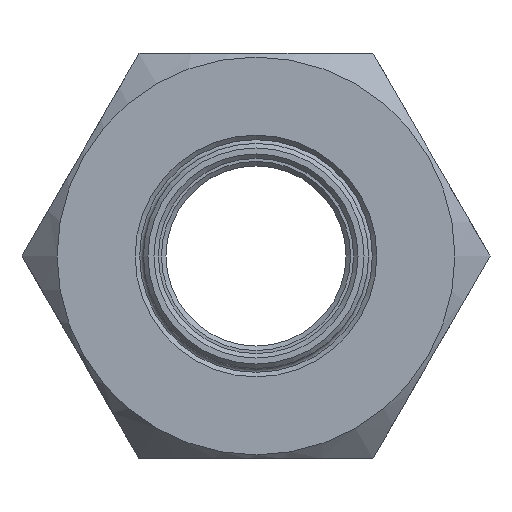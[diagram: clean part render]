
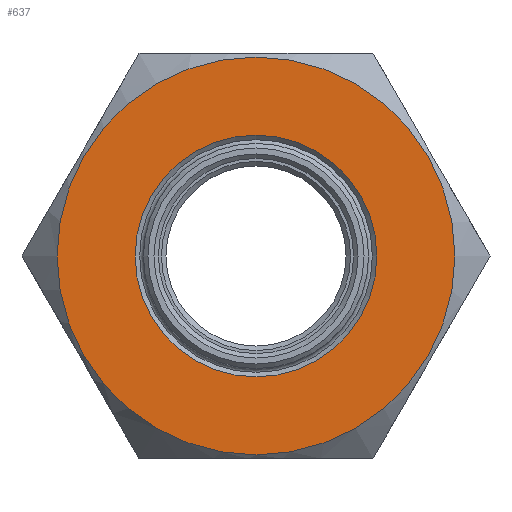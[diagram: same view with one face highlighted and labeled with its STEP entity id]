
A CAD part, left-side view. The second image highlights one B-rep face of the part: STEP entity #637.
In plain terms, the highlighted planar face has unit normal (-1, 0, 0).
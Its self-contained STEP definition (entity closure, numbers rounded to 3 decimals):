
#45=FACE_BOUND('',#121,.T.);
#58=PLANE('',#762);
#78=FACE_OUTER_BOUND('',#120,.T.);
#120=EDGE_LOOP('',(#480));
#121=EDGE_LOOP('',(#481));
#233=CIRCLE('',#743,13.25);
#240=CIRCLE('',#757,8.05);
#293=VERTEX_POINT('',#1112);
#299=VERTEX_POINT('',#1138);
#353=EDGE_CURVE('',#293,#293,#233,.T.);
#365=EDGE_CURVE('',#299,#299,#240,.T.);
#480=ORIENTED_EDGE('',*,*,#353,.T.);
#481=ORIENTED_EDGE('',*,*,#365,.F.);
#637=ADVANCED_FACE('',(#78,#45),#58,.T.);
#743=AXIS2_PLACEMENT_3D('',#1114,#846,#847);
#757=AXIS2_PLACEMENT_3D('',#1139,#879,#880);
#762=AXIS2_PLACEMENT_3D('',#1149,#891,#892);
#846=DIRECTION('center_axis',(-1.,0.,0.));
#847=DIRECTION('ref_axis',(0.,1.,0.));
#879=DIRECTION('center_axis',(-1.,0.,0.));
#880=DIRECTION('ref_axis',(0.,0.,-1.));
#891=DIRECTION('center_axis',(-1.,0.,0.));
#892=DIRECTION('ref_axis',(0.,0.,1.));
#1112=CARTESIAN_POINT('',(-13.5,-13.25,0.));
#1114=CARTESIAN_POINT('Origin',(-13.5,0.,0.));
#1138=CARTESIAN_POINT('',(-13.5,0.,8.05));
#1139=CARTESIAN_POINT('Origin',(-13.5,0.,0.));
#1149=CARTESIAN_POINT('Origin',(-13.5,0.,0.));
